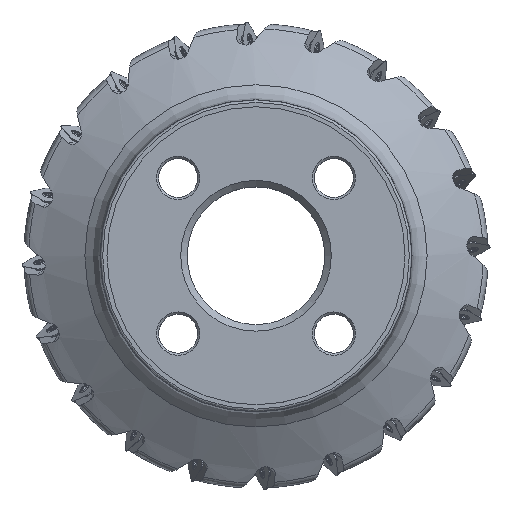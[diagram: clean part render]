
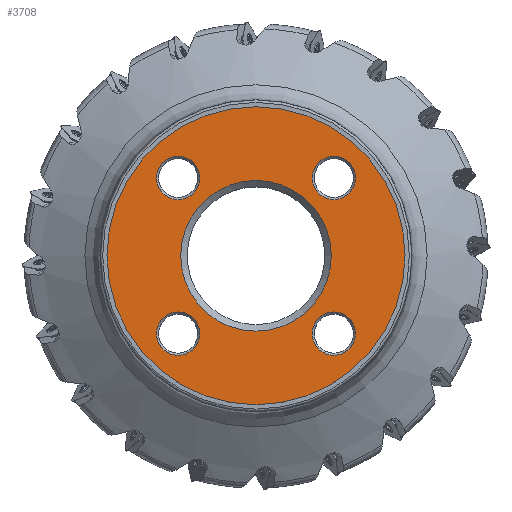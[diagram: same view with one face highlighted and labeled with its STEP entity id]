
A CAD part, top view. The second image highlights one B-rep face of the part: STEP entity #3708.
In plain terms, the highlighted planar face has unit normal (0, 0, 1).
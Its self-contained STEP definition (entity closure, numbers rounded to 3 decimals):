
#3708=ADVANCED_FACE('SU_1',(#7505,#7506,#7507,#7508,#7509,#7510),#5418,
 .F.);
#5418=PLANE('',#38772);
#6683=CIRCLE('',#38712,68.75);
#6688=CIRCLE('',#38720,10.);
#6695=CIRCLE('',#38736,10.);
#6701=CIRCLE('',#38748,10.);
#6707=CIRCLE('',#38760,10.);
#6710=CIRCLE('',#38765,34.758);
#7505=FACE_BOUND('',#8351,.T.);
#7506=FACE_BOUND('',#8352,.T.);
#7507=FACE_BOUND('',#8353,.T.);
#7508=FACE_BOUND('',#8354,.T.);
#7509=FACE_BOUND('',#8355,.T.);
#7510=FACE_BOUND('',#8356,.T.);
#8351=EDGE_LOOP('',(#17401));
#8352=EDGE_LOOP('',(#17402));
#8353=EDGE_LOOP('',(#17403));
#8354=EDGE_LOOP('',(#17404));
#8355=EDGE_LOOP('',(#17405));
#8356=EDGE_LOOP('',(#17406));
#17401=ORIENTED_EDGE('',*,*,#31708,.F.);
#17402=ORIENTED_EDGE('',*,*,#31714,.F.);
#17403=ORIENTED_EDGE('',*,*,#31696,.T.);
#17404=ORIENTED_EDGE('',*,*,#31723,.F.);
#17405=ORIENTED_EDGE('',*,*,#31720,.F.);
#17406=ORIENTED_EDGE('',*,*,#31701,.F.);
#27524=VERTEX_POINT('',#63492);
#27529=VERTEX_POINT('',#63505);
#27536=VERTEX_POINT('',#63528);
#27542=VERTEX_POINT('',#63546);
#27548=VERTEX_POINT('',#63564);
#27551=VERTEX_POINT('',#63572);
#31696=EDGE_CURVE('',#27524,#27524,#6683,.T.);
#31701=EDGE_CURVE('',#27529,#27529,#6688,.T.);
#31708=EDGE_CURVE('',#27536,#27536,#6695,.T.);
#31714=EDGE_CURVE('',#27542,#27542,#6701,.T.);
#31720=EDGE_CURVE('',#27548,#27548,#6707,.T.);
#31723=EDGE_CURVE('',#27551,#27551,#6710,.T.);
#38712=AXIS2_PLACEMENT_3D('',#63491,#43997,#43998);
#38720=AXIS2_PLACEMENT_3D('',#63504,#44013,#44014);
#38736=AXIS2_PLACEMENT_3D('',#63527,#44045,#44046);
#38748=AXIS2_PLACEMENT_3D('',#63545,#44069,#44070);
#38760=AXIS2_PLACEMENT_3D('',#63563,#44093,#44094);
#38765=AXIS2_PLACEMENT_3D('',#63571,#44103,#44104);
#38772=AXIS2_PLACEMENT_3D('',#63581,#44117,#44118);
#43997=DIRECTION('',(0.,0.,1.));
#43998=DIRECTION('',(1.,0.,0.));
#44013=DIRECTION('',(0.,0.,1.));
#44014=DIRECTION('',(-1.,0.,0.));
#44045=DIRECTION('',(0.,0.,1.));
#44046=DIRECTION('',(-1.,0.,0.));
#44069=DIRECTION('',(0.,0.,1.));
#44070=DIRECTION('',(-1.,0.,0.));
#44093=DIRECTION('',(0.,0.,1.));
#44094=DIRECTION('',(-1.,0.,0.));
#44103=DIRECTION('',(0.,0.,1.));
#44104=DIRECTION('',(1.,0.,0.));
#44117=DIRECTION('',(0.,0.,-1.));
#44118=DIRECTION('',(-1.,0.,0.));
#63491=CARTESIAN_POINT('',(0.,0.,0.));
#63492=CARTESIAN_POINT('',(68.75,0.,0.));
#63504=CARTESIAN_POINT('',(35.921,-35.921,0.));
#63505=CARTESIAN_POINT('',(25.921,-35.921,0.));
#63527=CARTESIAN_POINT('',(35.921,35.921,0.));
#63528=CARTESIAN_POINT('',(25.921,35.921,0.));
#63545=CARTESIAN_POINT('',(-35.921,35.921,0.));
#63546=CARTESIAN_POINT('',(-45.921,35.921,0.));
#63563=CARTESIAN_POINT('',(-35.921,-35.921,0.));
#63564=CARTESIAN_POINT('',(-45.921,-35.921,0.));
#63571=CARTESIAN_POINT('',(0.,0.,0.));
#63572=CARTESIAN_POINT('',(34.758,0.,0.));
#63581=CARTESIAN_POINT('',(-71.75,0.,0.));
